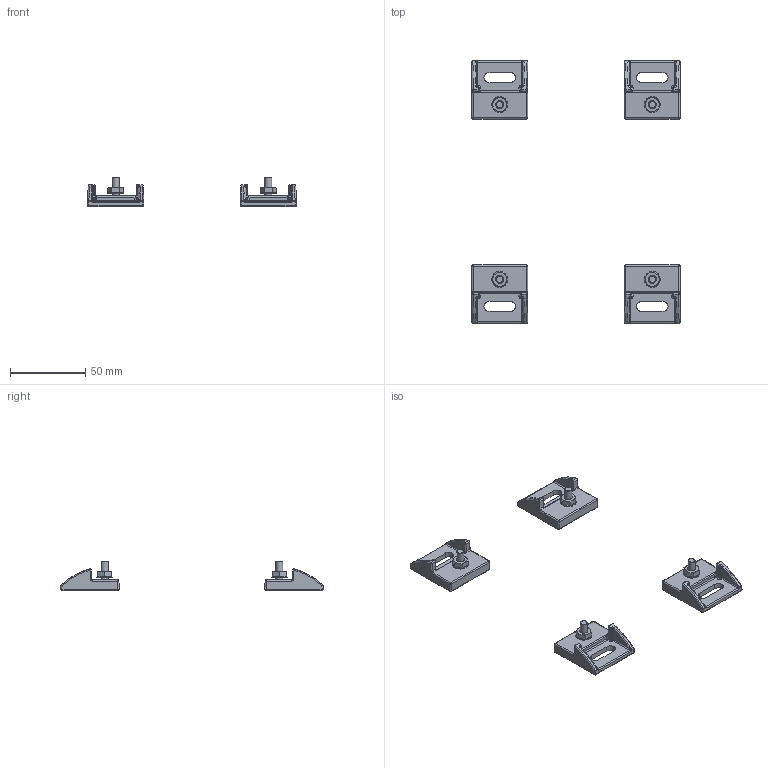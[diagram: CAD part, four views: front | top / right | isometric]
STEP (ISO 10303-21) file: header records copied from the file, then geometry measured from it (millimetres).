
FILE_DESCRIPTION (( 'STEP AP203' ), '1' );
FILE_NAME ('SCE-ELJMFK.step', '2021-02-09T22:15:51', ( 'ADC123' ), ( 'Microsoft' ), 'SwSTEP 2.0', 'SolidWorks 2019', '' );
FILE_SCHEMA (( 'CONFIG_CONTROL_DESIGN' ));
Length unit declared in the file: inch
Products named in the file (1): SCE-ELJMFK
Bounding box: 138.89 x 174.72 x 19.45 mm (x, y, z)
Volume: 31424.5 mm3; surface area: 21614.6 mm2
Topology: 12 solids, 12 shells, 972 faces, 2792 edges, 1784 vertices
Faces by surface type: plane 468, cylinder 240, bspline 232, cone 32
Full cylindrical faces by diameter (mm): 4.75 x4, 4.826 x4, 7.646 x4, 7.95 x4
Entity records: 43241 total; most frequent: CARTESIAN_POINT 22377, ORIENTED_EDGE 4968, DIRECTION 3274, EDGE_CURVE 2484, VERTEX_POINT 1612, AXIS2_PLACEMENT_3D 1149, EDGE_LOOP 1072, FACE_OUTER_BOUND 988
